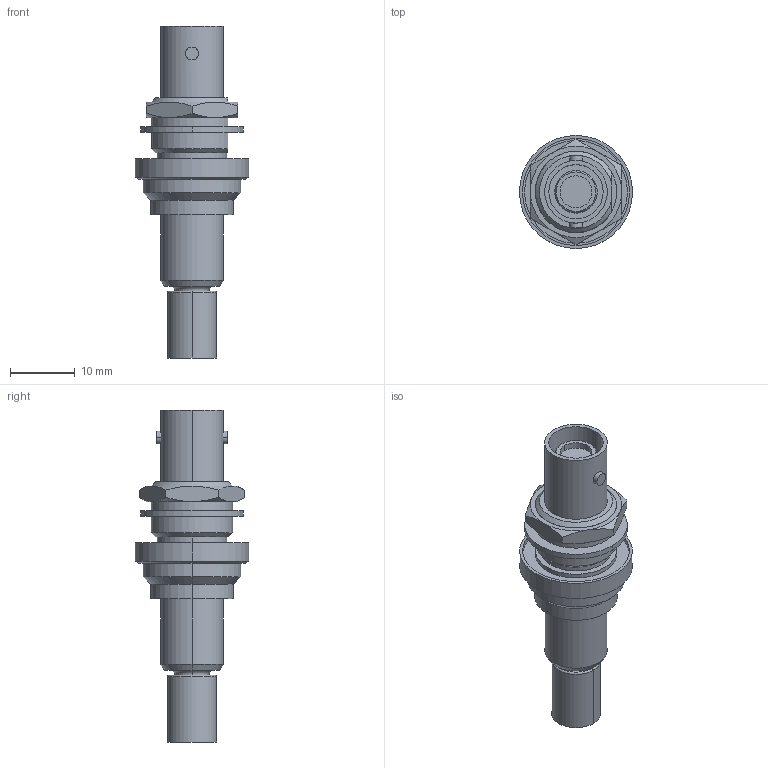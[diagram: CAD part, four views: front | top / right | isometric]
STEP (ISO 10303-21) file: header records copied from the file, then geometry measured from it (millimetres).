
FILE_DESCRIPTION((''),'2;1');
FILE_NAME('C-5225059-03-3','2007-09-07T',('workeradm'),('Tyco Electronics Corporation'),'PRO/ENGINEER BY PARAMETRIC TECHNOLOGY CORPORATION, 2005450','PRO/ENGINEER BY PARAMETRIC TECHNOLOGY CORPORATION, 2005450','');
FILE_SCHEMA(('CONFIG_CONTROL_DESIGN', 'GEOMETRIC_VALIDATION_PROPERTIES_MIM'));
Length unit declared in the file: millimetre
Products named in the file (1): C-5225059-03-3
Bounding box: 17.45 x 17.45 x 51.23 mm (x, y, z)
Volume: 4216 mm3; surface area: 3741.2 mm2
Topology: 2 solids, 2 shells, 97 faces, 200 edges, 124 vertices
Faces by surface type: cylinder 41, plane 30, cone 22, torus 4
Entity records: 2865 total; most frequent: CARTESIAN_POINT 638, DIRECTION 470, ORIENTED_EDGE 400, AXIS2_PLACEMENT_3D 205, EDGE_CURVE 200, VERTEX_POINT 124, EDGE_LOOP 118, CIRCLE 108
